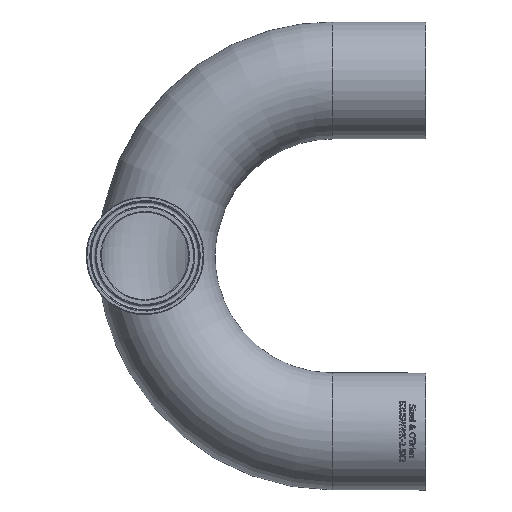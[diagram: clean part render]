
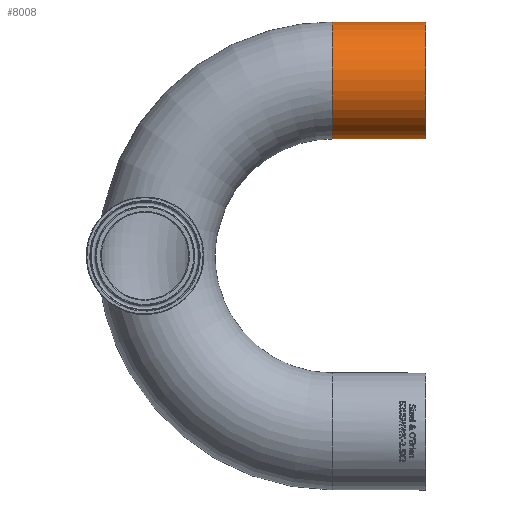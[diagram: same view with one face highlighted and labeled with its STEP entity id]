
A CAD part, top view. The second image highlights one B-rep face of the part: STEP entity #8008.
In plain terms, the highlighted cylindrical face has radius 31.75 mm (diameter 63.5 mm), a full revolution.
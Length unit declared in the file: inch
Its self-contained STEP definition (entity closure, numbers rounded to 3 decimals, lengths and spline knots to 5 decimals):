
#141=FACE_BOUND('',#1469,.T.);
#980=FACE_OUTER_BOUND('',#1468,.T.);
#1468=EDGE_LOOP('',(#7423));
#1469=EDGE_LOOP('',(#7424));
#2097=CIRCLE('',#8498,1.25);
#2098=CIRCLE('',#8499,1.25);
#3909=VERTEX_POINT('',#17758);
#3910=VERTEX_POINT('',#17760);
#5090=EDGE_CURVE('',#3909,#3909,#2097,.T.);
#5091=EDGE_CURVE('',#3910,#3910,#2098,.T.);
#7423=ORIENTED_EDGE('',*,*,#5090,.F.);
#7424=ORIENTED_EDGE('',*,*,#5091,.T.);
#7511=CYLINDRICAL_SURFACE('',#8497,1.25);
#8008=ADVANCED_FACE('',(#980,#141),#7511,.T.);
#8497=AXIS2_PLACEMENT_3D('',#17757,#9976,#9977);
#8498=AXIS2_PLACEMENT_3D('',#17759,#9978,#9979);
#8499=AXIS2_PLACEMENT_3D('',#17761,#9980,#9981);
#9976=DIRECTION('center_axis',(1.,0.,0.));
#9977=DIRECTION('ref_axis',(0.,-1.,0.));
#9978=DIRECTION('center_axis',(1.,0.,0.));
#9979=DIRECTION('ref_axis',(0.,-1.,0.));
#9980=DIRECTION('center_axis',(1.,0.,0.));
#9981=DIRECTION('ref_axis',(0.,-1.,0.));
#17757=CARTESIAN_POINT('Origin',(4.36225,0.,
0.));
#17758=CARTESIAN_POINT('',(6.36225,1.25,0.));
#17759=CARTESIAN_POINT('Origin',(6.36225,0.,
0.));
#17760=CARTESIAN_POINT('',(4.36225,0.,1.25));
#17761=CARTESIAN_POINT('Origin',(4.36225,0.,
0.));
